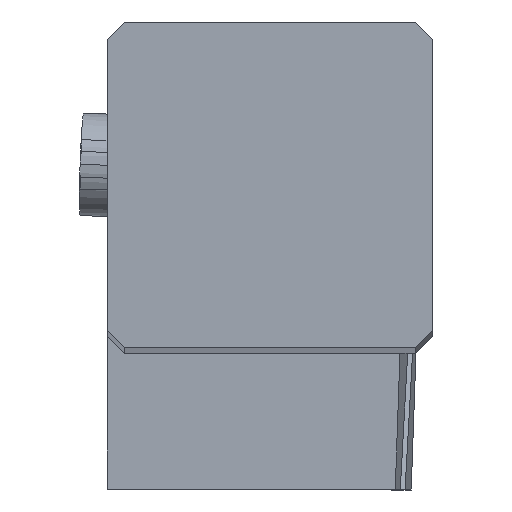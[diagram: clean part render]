
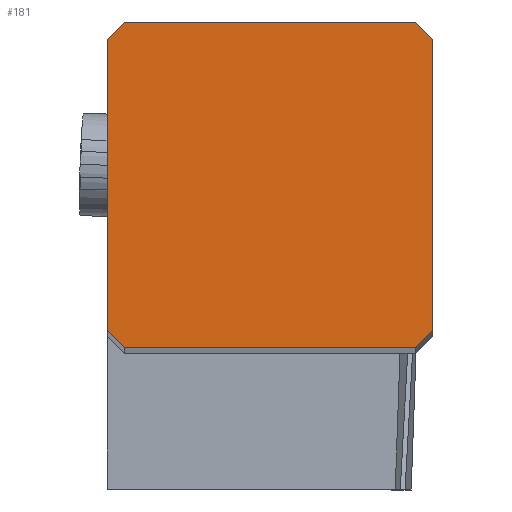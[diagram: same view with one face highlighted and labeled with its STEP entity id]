
A CAD part, top view. The second image highlights one B-rep face of the part: STEP entity #181.
In plain terms, the highlighted planar face has unit normal (0, 0, 1).
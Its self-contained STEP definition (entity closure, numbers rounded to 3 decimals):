
#181=ADVANCED_FACE('',(#340),#275,.T.);
#275=PLANE('',#1933);
#340=FACE_OUTER_BOUND('',#431,.T.);
#431=EDGE_LOOP('',(#563,#564,#565,#566,#567,#568,#569,#570));
#563=ORIENTED_EDGE('',*,*,#1276,.T.);
#564=ORIENTED_EDGE('',*,*,#1275,.F.);
#565=ORIENTED_EDGE('',*,*,#1277,.T.);
#566=ORIENTED_EDGE('',*,*,#1278,.F.);
#567=ORIENTED_EDGE('',*,*,#1279,.T.);
#568=ORIENTED_EDGE('',*,*,#1280,.F.);
#569=ORIENTED_EDGE('',*,*,#1281,.T.);
#570=ORIENTED_EDGE('',*,*,#1282,.F.);
#1084=VERTEX_POINT('',#2715);
#1091=VERTEX_POINT('',#2729);
#1092=VERTEX_POINT('',#2733);
#1093=VERTEX_POINT('',#2735);
#1094=VERTEX_POINT('',#2737);
#1095=VERTEX_POINT('',#2739);
#1096=VERTEX_POINT('',#2741);
#1097=VERTEX_POINT('',#2743);
#1275=EDGE_CURVE('',#1091,#1084,#1539,.T.);
#1276=EDGE_CURVE('',#1092,#1084,#1540,.T.);
#1277=EDGE_CURVE('',#1091,#1093,#1541,.T.);
#1278=EDGE_CURVE('',#1094,#1093,#1542,.T.);
#1279=EDGE_CURVE('',#1094,#1095,#1543,.T.);
#1280=EDGE_CURVE('',#1096,#1095,#1544,.T.);
#1281=EDGE_CURVE('',#1096,#1097,#1545,.T.);
#1282=EDGE_CURVE('',#1092,#1097,#1546,.T.);
#1539=LINE('',#2730,#1710);
#1540=LINE('',#2732,#1711);
#1541=LINE('',#2734,#1712);
#1542=LINE('',#2736,#1713);
#1543=LINE('',#2738,#1714);
#1544=LINE('',#2740,#1715);
#1545=LINE('',#2742,#1716);
#1546=LINE('',#2744,#1717);
#1710=VECTOR('',#2167,1.);
#1711=VECTOR('',#2170,1.);
#1712=VECTOR('',#2171,1.);
#1713=VECTOR('',#2172,1.);
#1714=VECTOR('',#2173,1.);
#1715=VECTOR('',#2174,1.);
#1716=VECTOR('',#2175,1.);
#1717=VECTOR('',#2176,1.);
#1933=AXIS2_PLACEMENT_3D('',#2745,#2177,#2178);
#2167=DIRECTION('',(1.,0.,0.));
#2170=DIRECTION('',(-0.707,0.707,0.));
#2171=DIRECTION('',(-0.707,-0.707,0.));
#2172=DIRECTION('',(0.,1.,0.));
#2173=DIRECTION('',(0.707,-0.707,0.));
#2174=DIRECTION('',(-1.,0.,0.));
#2175=DIRECTION('',(0.707,0.707,0.));
#2176=DIRECTION('',(0.,-1.,0.));
#2177=DIRECTION('',(0.,0.,1.));
#2178=DIRECTION('',(-1.,0.,0.));
#2715=CARTESIAN_POINT('',(9.025,9.525,0.));
#2729=CARTESIAN_POINT('',(0.5,9.525,0.));
#2730=CARTESIAN_POINT('',(0.5,9.525,0.));
#2732=CARTESIAN_POINT('',(9.525,9.025,0.));
#2733=CARTESIAN_POINT('',(9.525,9.025,0.));
#2734=CARTESIAN_POINT('',(0.5,9.525,0.));
#2735=CARTESIAN_POINT('',(0.,9.025,0.));
#2736=CARTESIAN_POINT('',(0.,0.5,0.));
#2737=CARTESIAN_POINT('',(0.,0.5,0.));
#2738=CARTESIAN_POINT('',(0.,0.5,0.));
#2739=CARTESIAN_POINT('',(0.5,0.,0.));
#2740=CARTESIAN_POINT('',(9.025,0.,0.));
#2741=CARTESIAN_POINT('',(9.025,0.,0.));
#2742=CARTESIAN_POINT('',(9.025,0.,0.));
#2743=CARTESIAN_POINT('',(9.525,0.5,0.));
#2744=CARTESIAN_POINT('',(9.525,9.025,0.));
#2745=CARTESIAN_POINT('',(4.763,4.763,0.));
